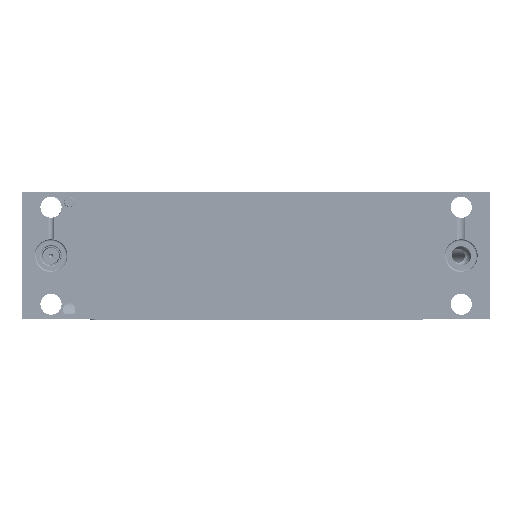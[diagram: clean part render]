
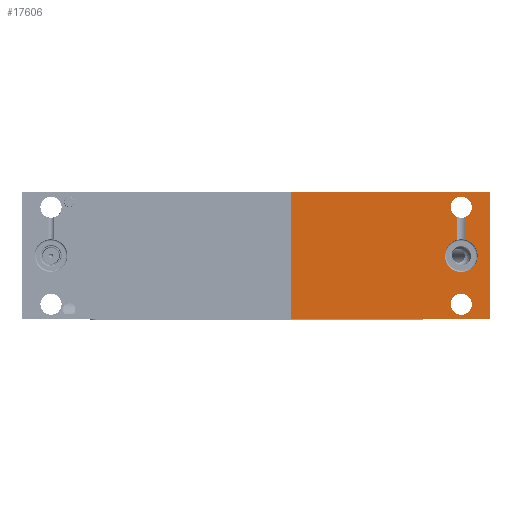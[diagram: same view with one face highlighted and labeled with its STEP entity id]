
A CAD part, front view. The second image highlights one B-rep face of the part: STEP entity #17606.
In plain terms, the highlighted planar face has unit normal (0, -1, 0).
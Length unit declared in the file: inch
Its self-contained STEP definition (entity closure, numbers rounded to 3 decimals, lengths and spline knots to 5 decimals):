
#2147 = AXIS2_PLACEMENT_3D ( 'NONE', #237288, #143052, #167772 ) ;
#3789 = CARTESIAN_POINT ( 'NONE',  ( -2.7471, 0.35562, 0.96313 ) ) ;
#15428 = CARTESIAN_POINT ( 'NONE',  ( -2.96719, 0.35562, 0.45713 ) ) ;
#17606 = ADVANCED_FACE ( 'NONE', ( #113505, #209221, #278744 ), #298897, .T. ) ;
#25810 = AXIS2_PLACEMENT_3D ( 'NONE', #270988, #59355, #274027 ) ;
#29613 = CARTESIAN_POINT ( 'NONE',  ( -3.0011, 0.35562, 0.06863 ) ) ;
#33439 = ORIENTED_EDGE ( 'NONE', *, *, #34954, .F. ) ;
#34954 = EDGE_CURVE ( 'NONE', #51462, #300082, #181990, .T. ) ;
#41360 = EDGE_LOOP ( 'NONE', ( #295229, #88270, #33439, #138836, #276921 ) ) ;
#51462 = VERTEX_POINT ( 'NONE', #88855 ) ;
#57117 = VECTOR ( 'NONE', #256711, 39.37008 ) ;
#57544 = VERTEX_POINT ( 'NONE', #91937 ) ;
#59355 = DIRECTION ( 'NONE',  ( 0., 1., 0. ) ) ;
#65838 = CARTESIAN_POINT ( 'NONE',  ( -3.0011, 0.35562, -0.02487 ) ) ;
#75780 = EDGE_CURVE ( 'NONE', #212917, #143384, #248667, .T. ) ;
#76279 = EDGE_CURVE ( 'NONE', #301742, #199063, #112334, .T. ) ;
#79002 = ORIENTED_EDGE ( 'NONE', *, *, #167952, .F. ) ;
#82519 = AXIS2_PLACEMENT_3D ( 'NONE', #125423, #250082, #289202 ) ;
#85032 = EDGE_CURVE ( 'NONE', #218875, #143384, #297288, .T. ) ;
#85778 = AXIS2_PLACEMENT_3D ( 'NONE', #65838, #271372, #113739 ) ;
#87296 = DIRECTION ( 'NONE',  ( 0., 1., 0. ) ) ;
#87303 = DIRECTION ( 'NONE',  ( 0., -1., 0. ) ) ;
#88270 = ORIENTED_EDGE ( 'NONE', *, *, #230248, .T. ) ;
#88855 = CARTESIAN_POINT ( 'NONE',  ( -3.03501, 0.35562, 0.744 ) ) ;
#89209 = CARTESIAN_POINT ( 'NONE',  ( -3.0011, 0.35562, 0.92463 ) ) ;
#90435 = EDGE_LOOP ( 'NONE', ( #205105, #213473 ) ) ;
#91937 = CARTESIAN_POINT ( 'NONE',  ( -2.7471, 0.35562, -0.15687 ) ) ;
#97554 = CARTESIAN_POINT ( 'NONE',  ( -4.5011, 0.35562, -0.15687 ) ) ;
#99435 = AXIS2_PLACEMENT_3D ( 'NONE', #132079, #87296, #176932 ) ;
#104058 = ORIENTED_EDGE ( 'NONE', *, *, #76279, .F. ) ;
#107750 = LINE ( 'NONE', #296180, #239836 ) ;
#109677 = DIRECTION ( 'NONE',  ( 0., 0., 1. ) ) ;
#112334 = LINE ( 'NONE', #180295, #203803 ) ;
#113505 = FACE_BOUND ( 'NONE', #90435, .T. ) ;
#113739 = DIRECTION ( 'NONE',  ( 0., 0., 1. ) ) ;
#115549 = CARTESIAN_POINT ( 'NONE',  ( -3.03501, 0.35562, 0.45713 ) ) ;
#121113 = VERTEX_POINT ( 'NONE', #258968 ) ;
#125423 = CARTESIAN_POINT ( 'NONE',  ( -3.0011, 0.35562, 0.40313 ) ) ;
#132079 = CARTESIAN_POINT ( 'NONE',  ( -3.0011, 0.35562, 0.83113 ) ) ;
#138171 = EDGE_CURVE ( 'NONE', #254157, #121113, #179663, .T. ) ;
#138836 = ORIENTED_EDGE ( 'NONE', *, *, #173285, .T. ) ;
#143052 = DIRECTION ( 'NONE',  ( 0., 1., 0. ) ) ;
#143384 = VERTEX_POINT ( 'NONE', #303682 ) ;
#160253 = EDGE_LOOP ( 'NONE', ( #104058, #79002, #174301, #228794 ) ) ;
#167085 = EDGE_CURVE ( 'NONE', #273449, #57544, #190173, .T. ) ;
#167772 = DIRECTION ( 'NONE',  ( 0., 0., 1. ) ) ;
#167952 = EDGE_CURVE ( 'NONE', #57544, #301742, #289419, .T. ) ;
#173285 = EDGE_CURVE ( 'NONE', #51462, #218875, #296849, .T. ) ;
#173545 = DIRECTION ( 'NONE',  ( -1., 0., 0. ) ) ;
#173638 = CARTESIAN_POINT ( 'NONE',  ( -4.5011, 0.35562, 0.96313 ) ) ;
#174301 = ORIENTED_EDGE ( 'NONE', *, *, #167085, .F. ) ;
#176932 = DIRECTION ( 'NONE',  ( 0., 0., 1. ) ) ;
#179663 = CIRCLE ( 'NONE', #2147, 0.0935 ) ;
#180295 = CARTESIAN_POINT ( 'NONE',  ( -4.5011, 0.35562, 0.96313 ) ) ;
#181990 = LINE ( 'NONE', #115549, #299790 ) ;
#188091 = DIRECTION ( 'NONE',  ( 0., 0., -1. ) ) ;
#190173 = LINE ( 'NONE', #278373, #57117 ) ;
#199063 = VERTEX_POINT ( 'NONE', #173638 ) ;
#200430 = DIRECTION ( 'NONE',  ( 1., 0., 0. ) ) ;
#203803 = VECTOR ( 'NONE', #274549, 39.37008 ) ;
#205105 = ORIENTED_EDGE ( 'NONE', *, *, #138171, .T. ) ;
#209221 = FACE_BOUND ( 'NONE', #41360, .T. ) ;
#212917 = VERTEX_POINT ( 'NONE', #220370 ) ;
#213473 = ORIENTED_EDGE ( 'NONE', *, *, #261450, .T. ) ;
#217953 = VECTOR ( 'NONE', #109677, 39.37008 ) ;
#218875 = VERTEX_POINT ( 'NONE', #89209 ) ;
#220370 = CARTESIAN_POINT ( 'NONE',  ( -2.96719, 0.35562, 0.54411 ) ) ;
#228794 = ORIENTED_EDGE ( 'NONE', *, *, #298413, .F. ) ;
#230248 = EDGE_CURVE ( 'NONE', #212917, #300082, #250314, .T. ) ;
#237288 = CARTESIAN_POINT ( 'NONE',  ( -3.0011, 0.35562, -0.02487 ) ) ;
#239836 = VECTOR ( 'NONE', #200430, 39.37008 ) ;
#240485 = AXIS2_PLACEMENT_3D ( 'NONE', #301944, #87303, #254046 ) ;
#248667 = LINE ( 'NONE', #15428, #217953 ) ;
#250082 = DIRECTION ( 'NONE',  ( 0., 1., 0. ) ) ;
#250314 = CIRCLE ( 'NONE', #82519, 0.145 ) ;
#250995 = CARTESIAN_POINT ( 'NONE',  ( -3.03501, 0.35562, 0.54411 ) ) ;
#254046 = DIRECTION ( 'NONE',  ( 0., 0., -1. ) ) ;
#254157 = VERTEX_POINT ( 'NONE', #29613 ) ;
#254270 = VECTOR ( 'NONE', #173545, 39.37008 ) ;
#256711 = DIRECTION ( 'NONE',  ( 0., 0., -1. ) ) ;
#258968 = CARTESIAN_POINT ( 'NONE',  ( -3.0011, 0.35562, -0.11837 ) ) ;
#260550 = CARTESIAN_POINT ( 'NONE',  ( -4.5011, 0.35562, -0.15687 ) ) ;
#261450 = EDGE_CURVE ( 'NONE', #121113, #254157, #283135, .T. ) ;
#270988 = CARTESIAN_POINT ( 'NONE',  ( -3.0011, 0.35562, 0.83113 ) ) ;
#271372 = DIRECTION ( 'NONE',  ( 0., 1., 0. ) ) ;
#273449 = VERTEX_POINT ( 'NONE', #3789 ) ;
#274027 = DIRECTION ( 'NONE',  ( 0., 0., 1. ) ) ;
#274549 = DIRECTION ( 'NONE',  ( 0., 0., 1. ) ) ;
#276921 = ORIENTED_EDGE ( 'NONE', *, *, #85032, .T. ) ;
#278373 = CARTESIAN_POINT ( 'NONE',  ( -2.7471, 0.35562, 0.96313 ) ) ;
#278744 = FACE_OUTER_BOUND ( 'NONE', #160253, .T. ) ;
#283135 = CIRCLE ( 'NONE', #85778, 0.0935 ) ;
#289202 = DIRECTION ( 'NONE',  ( 0., 0., 1. ) ) ;
#289419 = LINE ( 'NONE', #260550, #254270 ) ;
#295229 = ORIENTED_EDGE ( 'NONE', *, *, #75780, .F. ) ;
#296180 = CARTESIAN_POINT ( 'NONE',  ( -4.5011, 0.35562, 0.96313 ) ) ;
#296849 = CIRCLE ( 'NONE', #99435, 0.0935 ) ;
#297288 = CIRCLE ( 'NONE', #25810, 0.0935 ) ;
#298413 = EDGE_CURVE ( 'NONE', #199063, #273449, #107750, .T. ) ;
#298897 = PLANE ( 'NONE',  #240485 ) ;
#299790 = VECTOR ( 'NONE', #188091, 39.37008 ) ;
#300082 = VERTEX_POINT ( 'NONE', #250995 ) ;
#301742 = VERTEX_POINT ( 'NONE', #97554 ) ;
#301944 = CARTESIAN_POINT ( 'NONE',  ( -4.5011, 0.35562, -0.15687 ) ) ;
#303682 = CARTESIAN_POINT ( 'NONE',  ( -2.96719, 0.35562, 0.744 ) ) ;
